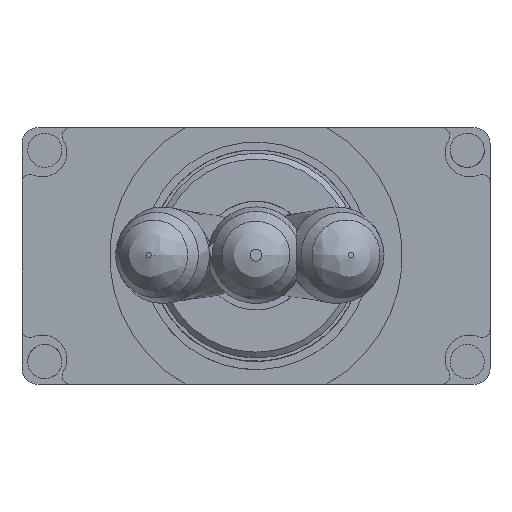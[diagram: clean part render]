
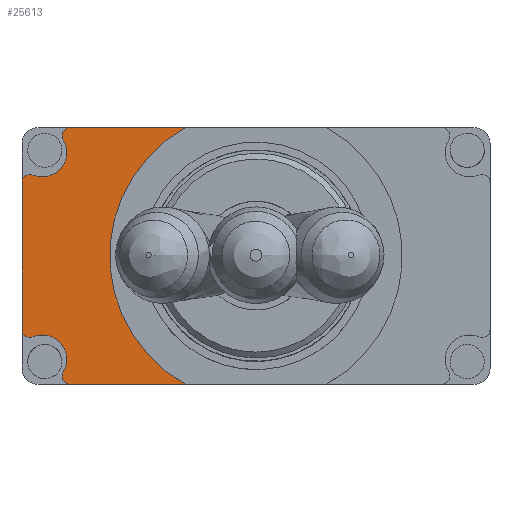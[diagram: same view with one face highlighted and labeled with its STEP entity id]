
A CAD part, top view. The second image highlights one B-rep face of the part: STEP entity #25613.
In plain terms, the highlighted planar face has unit normal (0, 0, 1).
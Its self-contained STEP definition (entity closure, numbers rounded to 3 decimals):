
#255=CIRCLE('',#26720,9.);
#257=CIRCLE('',#26726,0.5);
#258=CIRCLE('',#26727,0.5);
#259=CIRCLE('',#26728,1.5);
#260=CIRCLE('',#26729,0.5);
#261=CIRCLE('',#26730,0.5);
#262=CIRCLE('',#26731,1.5);
#2102=ORIENTED_EDGE('',*,*,#7599,.F.);
#2103=ORIENTED_EDGE('',*,*,#7600,.T.);
#2104=ORIENTED_EDGE('',*,*,#7601,.T.);
#2105=ORIENTED_EDGE('',*,*,#7602,.T.);
#2106=ORIENTED_EDGE('',*,*,#7603,.T.);
#2107=ORIENTED_EDGE('',*,*,#7574,.T.);
#2108=ORIENTED_EDGE('',*,*,#7568,.T.);
#2109=ORIENTED_EDGE('',*,*,#7588,.T.);
#2110=ORIENTED_EDGE('',*,*,#7604,.F.);
#2111=ORIENTED_EDGE('',*,*,#7605,.F.);
#7568=EDGE_CURVE('',#10317,#10316,#255,.T.);
#7574=EDGE_CURVE('',#10322,#10317,#12142,.T.);
#7588=EDGE_CURVE('',#10316,#10334,#12155,.T.);
#7599=EDGE_CURVE('',#10344,#10345,#257,.T.);
#7600=EDGE_CURVE('',#10344,#10346,#12166,.T.);
#7601=EDGE_CURVE('',#10346,#10347,#258,.T.);
#7602=EDGE_CURVE('',#10347,#10348,#259,.T.);
#7603=EDGE_CURVE('',#10348,#10322,#260,.T.);
#7604=EDGE_CURVE('',#10349,#10334,#261,.T.);
#7605=EDGE_CURVE('',#10345,#10349,#262,.T.);
#10316=VERTEX_POINT('',#33799);
#10317=VERTEX_POINT('',#33801);
#10322=VERTEX_POINT('',#33813);
#10334=VERTEX_POINT('',#33840);
#10344=VERTEX_POINT('',#33863);
#10345=VERTEX_POINT('',#33864);
#10346=VERTEX_POINT('',#33866);
#10347=VERTEX_POINT('',#33868);
#10348=VERTEX_POINT('',#33870);
#10349=VERTEX_POINT('',#33873);
#12142=LINE('',#33812,#13313);
#12155=LINE('',#33841,#13326);
#12166=LINE('',#33865,#13337);
#13313=VECTOR('',#28016,1000.);
#13326=VECTOR('',#28035,1000.);
#13337=VECTOR('',#28050,1000.);
#14449=EDGE_LOOP('',(#2102,#2103,#2104,#2105,#2106,#2107,#2108,#2109,#2110,
#2111));
#15776=FACE_BOUND('',#14449,.T.);
#17093=PLANE('',#26725);
#25613=ADVANCED_FACE('',(#15776),#17093,.T.);
#26720=AXIS2_PLACEMENT_3D('',#33800,#28007,#28008);
#26725=AXIS2_PLACEMENT_3D('',#33861,#28046,#28047);
#26726=AXIS2_PLACEMENT_3D('',#33862,#28048,#28049);
#26727=AXIS2_PLACEMENT_3D('',#33867,#28051,#28052);
#26728=AXIS2_PLACEMENT_3D('',#33869,#28053,#28054);
#26729=AXIS2_PLACEMENT_3D('',#33871,#28055,#28056);
#26730=AXIS2_PLACEMENT_3D('',#33872,#28057,#28058);
#26731=AXIS2_PLACEMENT_3D('',#33874,#28059,#28060);
#28007=DIRECTION('',(0.,0.,-1.));
#28008=DIRECTION('',(1.,0.,0.));
#28016=DIRECTION('',(1.,0.,0.));
#28035=DIRECTION('',(-1.,0.,0.));
#28046=DIRECTION('',(0.,0.,1.));
#28047=DIRECTION('',(1.,0.,0.));
#28048=DIRECTION('',(0.,0.,-1.));
#28049=DIRECTION('',(1.,0.,0.));
#28050=DIRECTION('',(0.,-1.,0.));
#28051=DIRECTION('',(0.,0.,1.));
#28052=DIRECTION('',(1.,0.,0.));
#28053=DIRECTION('',(0.,0.,-1.));
#28054=DIRECTION('',(-1.,0.,0.));
#28055=DIRECTION('',(0.,0.,1.));
#28056=DIRECTION('',(1.,0.,0.));
#28057=DIRECTION('',(0.,0.,-1.));
#28058=DIRECTION('',(1.,0.,0.));
#28059=DIRECTION('',(0.,0.,1.));
#28060=DIRECTION('',(-1.,0.,0.));
#33799=CARTESIAN_POINT('',(-4.312,7.9,20.7));
#33800=CARTESIAN_POINT('',(0.,0.,20.7));
#33801=CARTESIAN_POINT('',(-4.312,-7.9,20.7));
#33812=CARTESIAN_POINT('',(-13.4,-7.9,20.7));
#33813=CARTESIAN_POINT('',(-11.429,-7.9,20.7));
#33840=CARTESIAN_POINT('',(-11.429,7.9,20.7));
#33841=CARTESIAN_POINT('',(-4.312,7.9,20.7));
#33861=CARTESIAN_POINT('',(-13.4,6.9,20.7));
#33862=CARTESIAN_POINT('',(-13.9,4.514,20.7));
#33863=CARTESIAN_POINT('',(-14.4,4.514,20.7));
#33864=CARTESIAN_POINT('',(-13.71,4.976,20.7));
#33865=CARTESIAN_POINT('',(-14.4,6.9,20.7));
#33866=CARTESIAN_POINT('',(-14.4,-4.514,20.7));
#33867=CARTESIAN_POINT('',(-13.9,-4.514,20.7));
#33868=CARTESIAN_POINT('',(-13.71,-4.976,20.7));
#33869=CARTESIAN_POINT('',(-13.139,-6.364,20.7));
#33870=CARTESIAN_POINT('',(-11.857,-7.141,20.7));
#33871=CARTESIAN_POINT('',(-11.429,-7.4,20.7));
#33872=CARTESIAN_POINT('',(-11.429,7.4,20.7));
#33873=CARTESIAN_POINT('',(-11.857,7.141,20.7));
#33874=CARTESIAN_POINT('',(-13.139,6.364,20.7));
